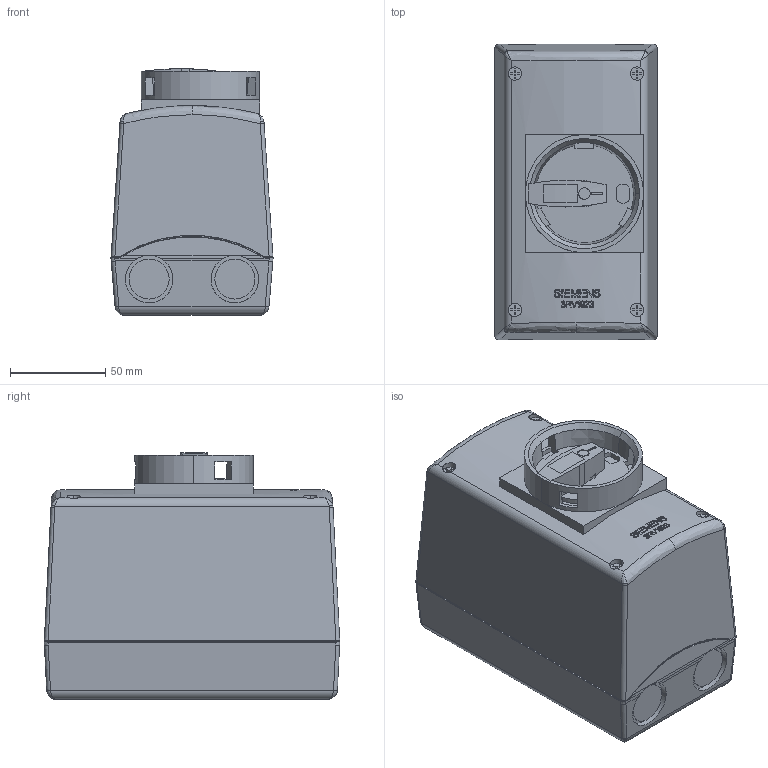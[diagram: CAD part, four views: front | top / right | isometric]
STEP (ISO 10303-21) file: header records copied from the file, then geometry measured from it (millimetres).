
FILE_DESCRIPTION(('STEP AP214'),'1');
FILE_NAME('cctmp_2B0E1335-9DD6-4E4B-A01A-75AD01D6DEDD_2023_08_14_21_14_33_0606..stp','2023-08-14T19:14:34',('SIEMENS A&D'),('CADClick - www.CADClick.com'),'Spatial InterOp 3D postprocessed',' ','unknown authorization');
FILE_SCHEMA(('AUTOMOTIVE_DESIGN'));
Length unit declared in the file: millimetre
Products named in the file (1): 2023_08_14_21_14_33_0585
Bounding box: 85 x 154.93 x 129.36 mm (x, y, z)
Volume: 1354619.9 mm3; surface area: 81064.7 mm2
Topology: 1 solids, 4 shells, 447 faces, 1208 edges, 787 vertices
Faces by surface type: plane 231, bspline 112, cylinder 97, cone 7
Entity records: 21817 total; most frequent: CARTESIAN_POINT 10588, ORIENTED_EDGE 2400, DIRECTION 1524, EDGE_CURVE 1200, VERTEX_POINT 787, LINE 558, VECTOR 558, AXIS2_PLACEMENT_3D 483
